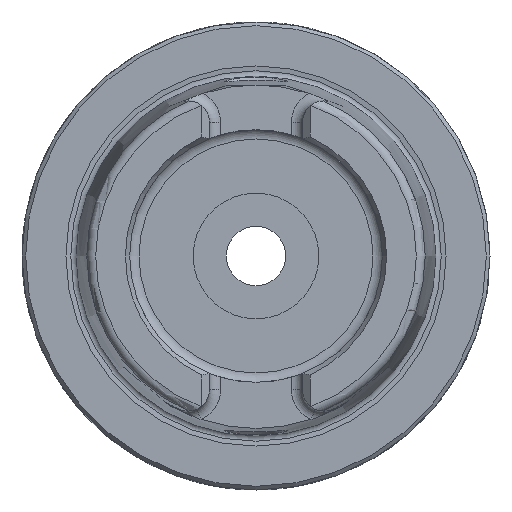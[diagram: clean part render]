
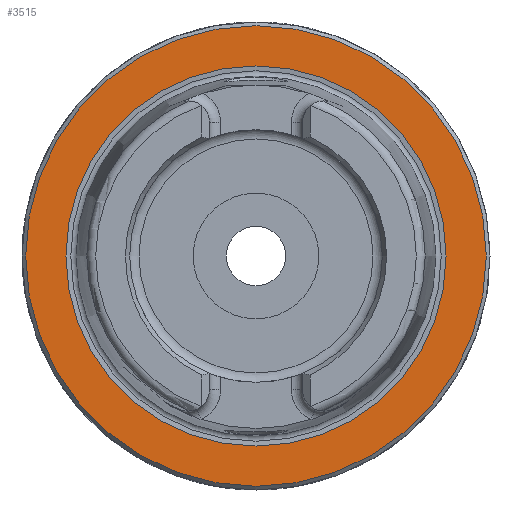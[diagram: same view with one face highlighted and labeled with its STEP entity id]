
A CAD part, left-side view. The second image highlights one B-rep face of the part: STEP entity #3515.
In plain terms, the highlighted planar face has unit normal (-1, 0, 0).
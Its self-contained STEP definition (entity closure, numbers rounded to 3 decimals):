
#88=FACE_BOUND('',#703,.T.);
#137=PLANE('',#3933);
#489=FACE_OUTER_BOUND('',#702,.T.);
#702=EDGE_LOOP('',(#2931));
#703=EDGE_LOOP('',(#2932));
#1269=CIRCLE('',#3932,25.588);
#1270=CIRCLE('',#3934,31.);
#1567=VERTEX_POINT('',#6827);
#1568=VERTEX_POINT('',#6831);
#2044=EDGE_CURVE('',#1567,#1567,#1269,.T.);
#2045=EDGE_CURVE('',#1568,#1568,#1270,.T.);
#2931=ORIENTED_EDGE('',*,*,#2045,.F.);
#2932=ORIENTED_EDGE('',*,*,#2044,.T.);
#3515=ADVANCED_FACE('',(#489,#88),#137,.T.);
#3932=AXIS2_PLACEMENT_3D('',#6829,#4754,#4755);
#3933=AXIS2_PLACEMENT_3D('',#6830,#4756,#4757);
#3934=AXIS2_PLACEMENT_3D('',#6832,#4758,#4759);
#4754=DIRECTION('center_axis',(1.,0.,0.));
#4755=DIRECTION('ref_axis',(0.,0.,-1.));
#4756=DIRECTION('center_axis',(-1.,0.,0.));
#4757=DIRECTION('ref_axis',(0.,0.,1.));
#4758=DIRECTION('center_axis',(1.,0.,0.));
#4759=DIRECTION('ref_axis',(0.,0.,-1.));
#6827=CARTESIAN_POINT('',(0.,-25.588,0.));
#6829=CARTESIAN_POINT('Origin',(0.,0.,0.));
#6830=CARTESIAN_POINT('Origin',(0.,31.,0.));
#6831=CARTESIAN_POINT('',(0.,-31.,0.));
#6832=CARTESIAN_POINT('Origin',(0.,0.,0.));
